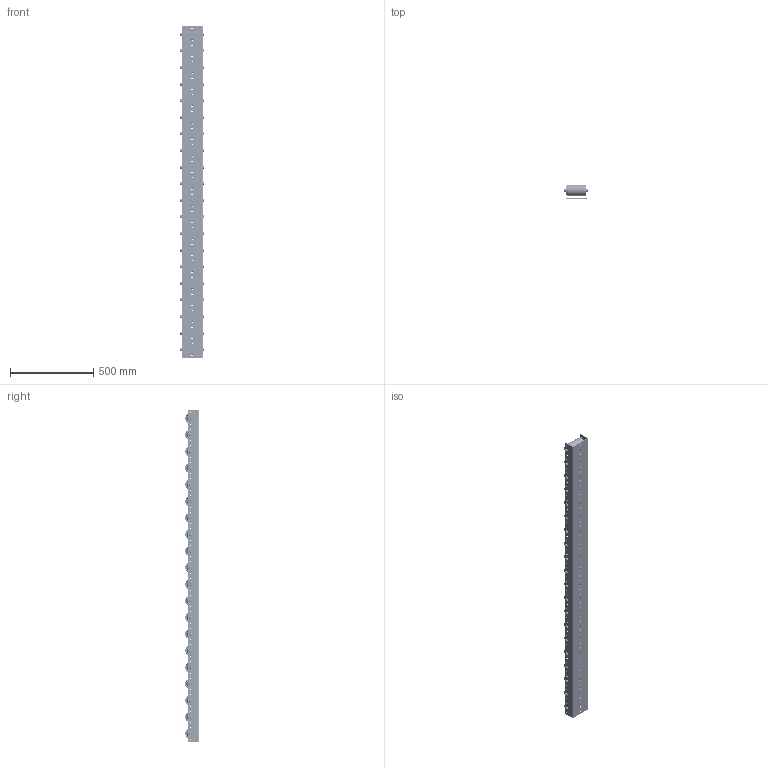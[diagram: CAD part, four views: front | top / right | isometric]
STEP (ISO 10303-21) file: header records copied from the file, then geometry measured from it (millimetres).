
FILE_DESCRIPTION (( 'STEP AP214' ), '1' );
FILE_NAME ('0040336_NR210-100-1-L=2000_(A-01).step', '2019-06-07T12:56:17', ( 'Windows-Benutzer' ), ( '' ), 'SwSTEP 2.0', 'SolidWorks 2018', '' );
FILE_SCHEMA (( 'AUTOMOTIVE_DESIGN' ));
Length unit declared in the file: millimetre
Products named in the file (1): 0040336_NR210-100-1-L=2000_(A-01)
Bounding box: 146.4 x 82 x 2000 mm (x, y, z)
Surface area: 2269260.3 mm2 (no closed solid volume)
Topology: 0 solids, 81 shells, 2966 faces, 6496 edges, 3872 vertices
Faces by surface type: cylinder 1008, plane 718, cone 640, torus 600
Entity records: 118348 total; most frequent: CARTESIAN_POINT 17975, DIRECTION 15566, ORIENTED_EDGE 12912, AXIS2_PLACEMENT_3D 6903, EDGE_CURVE 6496, CIRCLE 3936, VERTEX_POINT 3872, EDGE_LOOP 3626
